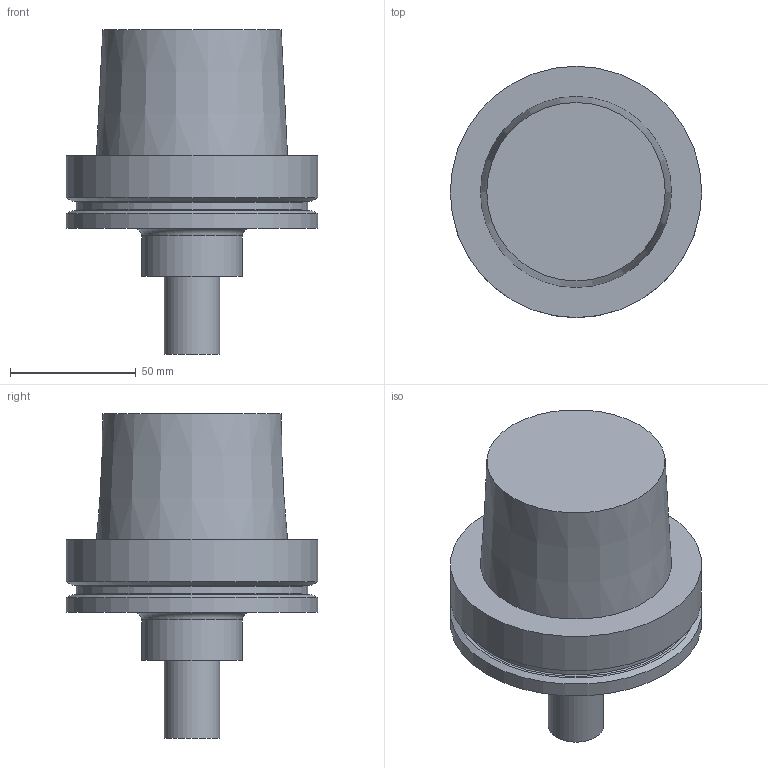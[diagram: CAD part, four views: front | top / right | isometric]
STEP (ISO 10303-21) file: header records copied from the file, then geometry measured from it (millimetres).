
FILE_DESCRIPTION(/* description */ (''),/* implementation_level */ '2;1');
FILE_NAME(/* name */ 'HSK.100A-FMH2.22.060.stp',/* time_stamp */ '2024-07-20T22:29:51+02:00',/* author */ (''),/* organization */ (''),/* preprocessor_version */ 'ST-DEVELOPER v16.7',/* originating_system */ 'SIEMENS PLM Software NX 12.0',/* authorisation */ '');
FILE_SCHEMA (('AUTOMOTIVE_DESIGN { 1 0 10303 214 3 1 1 1 }'));
Length unit declared in the file: millimetre
Products named in the file (1): pf66136429D4x1ny
Bounding box: 100 x 100 x 129 mm (x, y, z)
Volume: 470385.5 mm3; surface area: 41729.8 mm2
Topology: 1 solids, 1 shells, 18 faces, 37 edges, 26 vertices
Faces by surface type: plane 7, cylinder 5, torus 3, cone 3
Full cylindrical faces by diameter (mm): 22 x1, 40 x1, 92 x1, 100 x2
Entity records: 592 total; most frequent: DIRECTION 105, CARTESIAN_POINT 93, ORIENTED_EDGE 72, AXIS2_PLACEMENT_3D 47, EDGE_CURVE 36, VERTEX_POINT 35, EDGE_LOOP 33, FACE_BOUND 28
